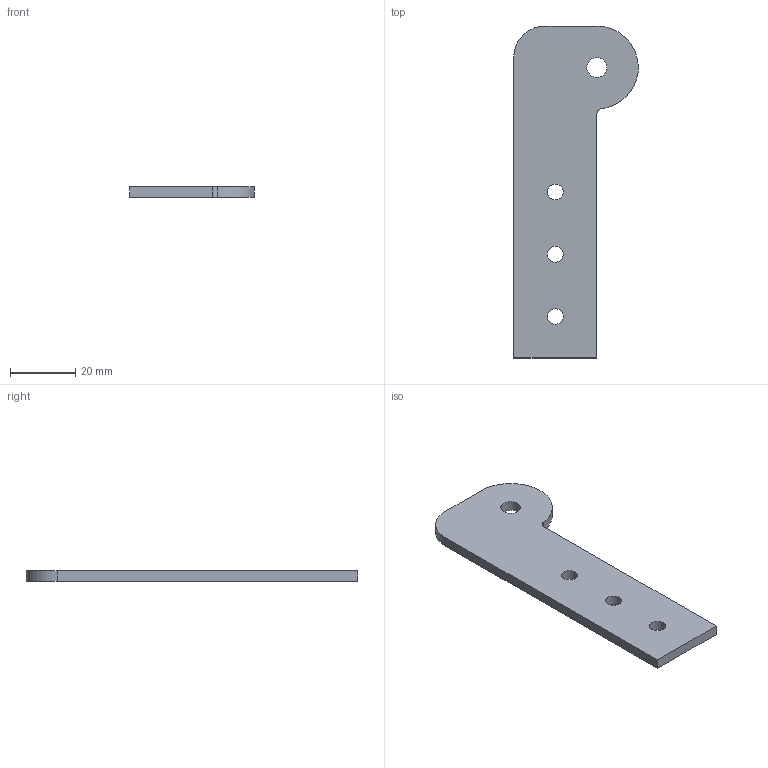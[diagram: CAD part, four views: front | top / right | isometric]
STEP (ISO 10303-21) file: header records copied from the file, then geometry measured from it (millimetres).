
FILE_DESCRIPTION(/* description */ (''),/* implementation_level */ '2;1');
FILE_NAME(/* name */ 'CLB_027_LifterBracket.stp',/* time_stamp */ '2020-02-19T20:48:52-05:00',/* author */ ('carls'),/* organization */ (''),/* preprocessor_version */ 'ST-DEVELOPER v17',/* originating_system */ 'Autodesk Inventor 2018',/* authorisation */ '');
FILE_SCHEMA (('AUTOMOTIVE_DESIGN { 1 0 10303 214 3 1 1 }'));
Length unit declared in the file: inch
Products named in the file (1): CLB_027_LifterBracket.ipt
Bounding box: 38.08 x 101.6 x 3.17 mm (x, y, z)
Volume: 8668.8 mm3; surface area: 6504.3 mm2
Topology: 1 solids, 1 shells, 13 faces, 37 edges, 26 vertices
Faces by surface type: cylinder 7, plane 6
Full cylindrical faces by diameter (mm): 4.851 x3, 6.096 x1
Entity records: 498 total; most frequent: DIRECTION 83, CARTESIAN_POINT 77, ORIENTED_EDGE 74, EDGE_CURVE 37, AXIS2_PLACEMENT_3D 32, VERTEX_POINT 26, EDGE_LOOP 21, LINE 19
